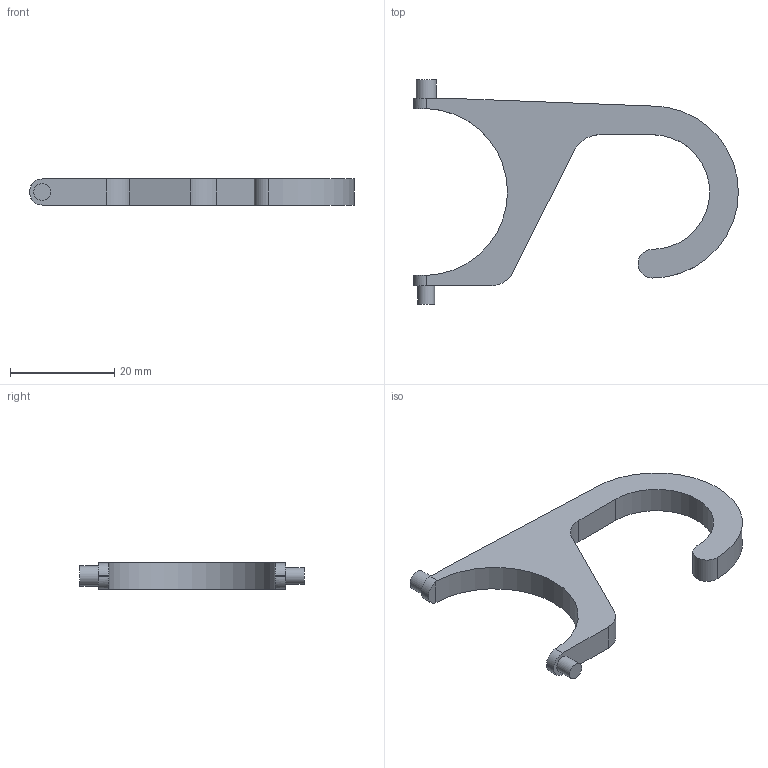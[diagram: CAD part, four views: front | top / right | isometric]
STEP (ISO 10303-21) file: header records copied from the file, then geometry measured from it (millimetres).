
FILE_DESCRIPTION(('FreeCAD Model'),'2;1');
FILE_NAME('Mobya_Hook_simple.step','2016-10-07T10:08:22',('Author'), (''),'Open CASCADE STEP processor 6.8','FreeCAD','Unknown');
FILE_SCHEMA(('AUTOMOTIVE_DESIGN_CC2 { 1 2 10303 214 -1 1 5 4 }'));
Length unit declared in the file: millimetre
Products named in the file (4): ASSEMBLY; Fillet; Pad001; Pad002
Assembly tree (3 placements, depth 2):
  ASSEMBLY
    Fillet
    Pad001
    Pad002
Bounding box: 62.3 x 43 x 5 mm (x, y, z)
Volume: 12087.9 mm3; surface area: 8788.7 mm2
Topology: 3 solids, 3 shells, 69 faces, 180 edges, 120 vertices
Faces by surface type: plane 36, cylinder 33
Full cylindrical faces by diameter (mm): 3.25 x2, 3.85 x1
Entity records: 5702 total; most frequent: CARTESIAN_POINT 2095, DIRECTION 663, LINE 372, VECTOR 372, ORIENTED_EDGE 360, PCURVE 360, DEFINITIONAL_REPRESENTATION 360, EDGE_CURVE 180
